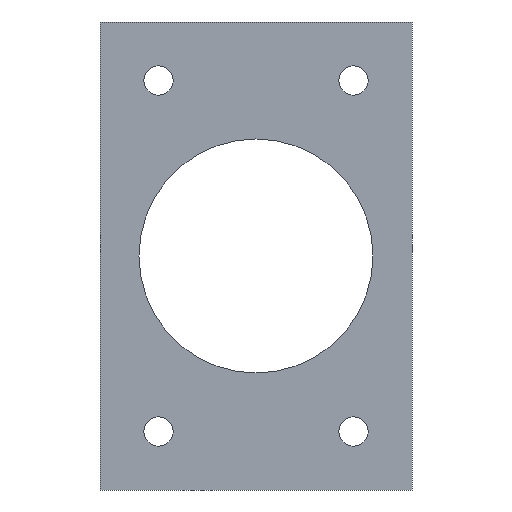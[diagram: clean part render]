
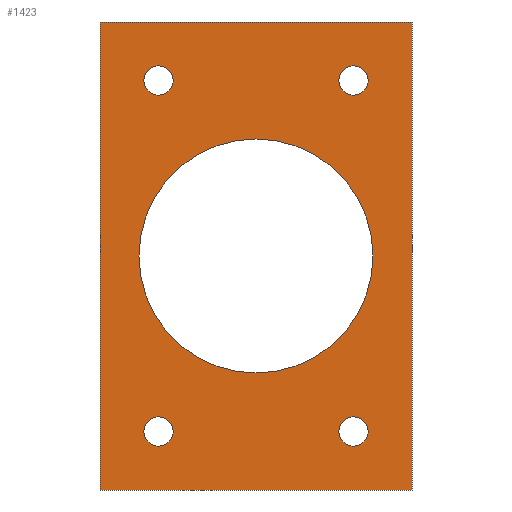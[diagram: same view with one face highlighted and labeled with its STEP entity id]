
A CAD part, front view. The second image highlights one B-rep face of the part: STEP entity #1423.
In plain terms, the highlighted planar face has unit normal (0, -1, 0).
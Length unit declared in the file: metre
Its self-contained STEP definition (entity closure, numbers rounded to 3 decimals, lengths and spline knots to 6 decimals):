
#4 = CARTESIAN_POINT('NONE', (-0.0508, 0, 0.0762));
#5 = VERTEX_POINT('NONE', #4);
#6 = CARTESIAN_POINT('NONE', (0.0508, 0, 0.0762));
#7 = VERTEX_POINT('NONE', #6);
#12 = CARTESIAN_POINT('NONE', (0.0508, 0, -0.0762));
#13 = VERTEX_POINT('NONE', #12);
#16 = CARTESIAN_POINT('NONE', (-0.0508, 0, -0.0762));
#17 = VERTEX_POINT('NONE', #16);
#38 = CARTESIAN_POINT('NONE', (0.026988, 0, 0.05715));
#39 = VERTEX_POINT('NONE', #38);
#42 = CARTESIAN_POINT('NONE', (-0.036513, 0, 0.05715));
#43 = VERTEX_POINT('NONE', #42);
#46 = CARTESIAN_POINT('NONE', (0.026988, 0, -0.05715));
#47 = VERTEX_POINT('NONE', #46);
#50 = CARTESIAN_POINT('NONE', (-0.036513, 0, -0.05715));
#51 = VERTEX_POINT('NONE', #50);
#52 = CARTESIAN_POINT('NONE', (0.0381, -0.000001, -0));
#53 = VERTEX_POINT('NONE', #52);
#56 = DIRECTION('NONE', (1, 0, 0));
#57 = VECTOR('NONE', #56, 1);
#58 = CARTESIAN_POINT('NONE', (-0.0508, 0, 0.0762));
#59 = LINE('NONE', #58, #57);
#72 = DIRECTION('NONE', (0, 0, -1));
#73 = VECTOR('NONE', #72, 1);
#74 = CARTESIAN_POINT('NONE', (0.0508, 0, 0.0762));
#75 = LINE('NONE', #74, #73);
#84 = DIRECTION('NONE', (-1, 0, 0));
#85 = VECTOR('NONE', #84, 1);
#86 = CARTESIAN_POINT('NONE', (0.0508, 0, -0.0762));
#87 = LINE('NONE', #86, #85);
#96 = DIRECTION('NONE', (0, 0, 1));
#97 = VECTOR('NONE', #96, 1);
#98 = CARTESIAN_POINT('NONE', (-0.0508, 0, -0.0762));
#99 = LINE('NONE', #98, #97);
#424 = DIRECTION('NONE', (-1, 0, 0.));
#425 = DIRECTION('NONE', (-0, -1, 0));
#426 = CARTESIAN_POINT('NONE', (0.03175, -0, 0.05715));
#427 = AXIS2_PLACEMENT_3D('NONE', #426, #425, #424);
#428 = CIRCLE('NONE', #427, 0.004762);
#693 = DIRECTION('NONE', (-1, 0, 0.));
#694 = DIRECTION('NONE', (-0, -1, 0));
#695 = CARTESIAN_POINT('NONE', (-0.03175, 0, 0.05715));
#696 = AXIS2_PLACEMENT_3D('NONE', #695, #694, #693);
#697 = CIRCLE('NONE', #696, 0.004763);
#962 = DIRECTION('NONE', (-1, 0, 0.));
#963 = DIRECTION('NONE', (-0, -1, 0));
#964 = CARTESIAN_POINT('NONE', (0.03175, -0, -0.05715));
#965 = AXIS2_PLACEMENT_3D('NONE', #964, #963, #962);
#966 = CIRCLE('NONE', #965, 0.004762);
#1231 = DIRECTION('NONE', (-1, 0, 0.));
#1232 = DIRECTION('NONE', (-0, -1, 0));
#1233 = CARTESIAN_POINT('NONE', (-0.03175, -0, -0.05715));
#1234 = AXIS2_PLACEMENT_3D('NONE', #1233, #1232, #1231);
#1235 = CIRCLE('NONE', #1234, 0.004763);
#1236 = DIRECTION('NONE', (1, 0, -0));
#1237 = DIRECTION('NONE', (0, 1, 0));
#1238 = CARTESIAN_POINT('NONE', (0, -0.000001, 0));
#1239 = AXIS2_PLACEMENT_3D('NONE', #1238, #1237, #1236);
#1240 = CIRCLE('NONE', #1239, 0.0381);
#1250 = EDGE_CURVE('NONE', #5, #7, #59, .T.);
#1254 = EDGE_CURVE('NONE', #7, #13, #75, .T.);
#1257 = EDGE_CURVE('NONE', #13, #17, #87, .T.);
#1260 = EDGE_CURVE('NONE', #17, #5, #99, .T.);
#1276 = EDGE_CURVE('NONE', #39, #39, #428, .T.);
#1279 = EDGE_CURVE('NONE', #43, #43, #697, .T.);
#1282 = EDGE_CURVE('NONE', #47, #47, #966, .T.);
#1285 = EDGE_CURVE('NONE', #51, #51, #1235, .T.);
#1286 = EDGE_CURVE('NONE', #53, #53, #1240, .T.);
#1305 = CARTESIAN_POINT('NONE', (0, 0, -0));
#1306 = DIRECTION('NONE', (0, 1, 0));
#1307 = AXIS2_PLACEMENT_3D('NONE', #1305, #1306, $);
#1308 = PLANE('NONE', #1307);
#1402 = ORIENTED_EDGE('NONE', *, *, #1260, .F.);
#1403 = ORIENTED_EDGE('NONE', *, *, #1257, .F.);
#1404 = ORIENTED_EDGE('NONE', *, *, #1254, .F.);
#1405 = ORIENTED_EDGE('NONE', *, *, #1250, .F.);
#1406 = ORIENTED_EDGE('NONE', *, *, #1276, .F.);
#1407 = ORIENTED_EDGE('NONE', *, *, #1279, .F.);
#1408 = ORIENTED_EDGE('NONE', *, *, #1282, .F.);
#1409 = ORIENTED_EDGE('NONE', *, *, #1285, .F.);
#1410 = ORIENTED_EDGE('NONE', *, *, #1286, .T.);
#1411 = EDGE_LOOP('NONE', (#1402, #1403, #1404, #1405));
#1412 = FACE_BOUND('NONE', #1411, .T.);
#1413 = EDGE_LOOP('NONE', (#1406));
#1414 = FACE_BOUND('NONE', #1413, .T.);
#1415 = EDGE_LOOP('NONE', (#1407));
#1416 = FACE_BOUND('NONE', #1415, .T.);
#1417 = EDGE_LOOP('NONE', (#1408));
#1418 = FACE_BOUND('NONE', #1417, .T.);
#1419 = EDGE_LOOP('NONE', (#1409));
#1420 = FACE_BOUND('NONE', #1419, .T.);
#1421 = EDGE_LOOP('NONE', (#1410));
#1422 = FACE_BOUND('NONE', #1421, .T.);
#1423 = ADVANCED_FACE('NONE', (#1412, #1414, #1416, #1418, #1420, #1422), #1308, .F.);
